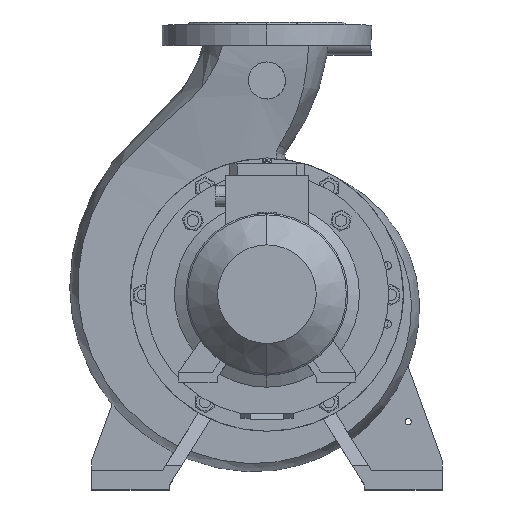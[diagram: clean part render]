
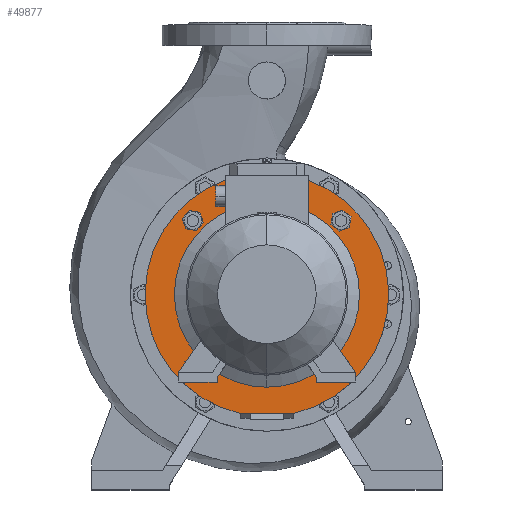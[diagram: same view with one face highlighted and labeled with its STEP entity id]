
A CAD part, top view. The second image highlights one B-rep face of the part: STEP entity #49877.
In plain terms, the highlighted planar face has unit normal (0, 0, 1).
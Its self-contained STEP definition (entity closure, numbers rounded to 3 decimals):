
#145 = DIRECTION ( 'NONE',  ( 0., -1., 0. ) ) ;
#374 = VERTEX_POINT ( 'NONE', #52057 ) ;
#377 = CARTESIAN_POINT ( 'NONE',  ( 76.014, 76.014, 183. ) ) ;
#1495 = EDGE_CURVE ( 'NONE', #44531, #9880, #10421, .T. ) ;
#1579 = DIRECTION ( 'NONE',  ( 0., -1., 0. ) ) ;
#2134 = CARTESIAN_POINT ( 'NONE',  ( -76.014, 76.014, 183. ) ) ;
#3305 = CARTESIAN_POINT ( 'NONE',  ( 0., 0., 183. ) ) ;
#3312 = EDGE_CURVE ( 'NONE', #36778, #50003, #38807, .T. ) ;
#3649 = CARTESIAN_POINT ( 'NONE',  ( 0., 0., 183. ) ) ;
#3743 = CARTESIAN_POINT ( 'NONE',  ( 0., 125., 183. ) ) ;
#4396 = EDGE_CURVE ( 'NONE', #41039, #27215, #33284, .T. ) ;
#4632 = EDGE_CURVE ( 'NONE', #47231, #25295, #8781, .T. ) ;
#5676 = CARTESIAN_POINT ( 'NONE',  ( 0., 125., 183. ) ) ;
#6499 = CARTESIAN_POINT ( 'NONE',  ( 0., 0., 183. ) ) ;
#6948 = DIRECTION ( 'NONE',  ( 0., -1., 0. ) ) ;
#7936 = AXIS2_PLACEMENT_3D ( 'NONE', #6499, #45057, #23974 ) ;
#8413 = EDGE_CURVE ( 'NONE', #27215, #41039, #17267, .T. ) ;
#8781 = CIRCLE ( 'NONE', #17307, 95. ) ;
#9335 = DIRECTION ( 'NONE',  ( 0., 1., 0. ) ) ;
#9880 = VERTEX_POINT ( 'NONE', #17484 ) ;
#10185 = CARTESIAN_POINT ( 'NONE',  ( -27.221, -122., 183. ) ) ;
#10421 = CIRCLE ( 'NONE', #55488, 9.025 ) ;
#10423 = EDGE_CURVE ( 'NONE', #9880, #44531, #51228, .T. ) ;
#10699 = AXIS2_PLACEMENT_3D ( 'NONE', #41405, #29023, #15187 ) ;
#10924 = DIRECTION ( 'NONE',  ( 0., 0., 1. ) ) ;
#12431 = DIRECTION ( 'NONE',  ( 0., 0., -1. ) ) ;
#13186 = EDGE_LOOP ( 'NONE', ( #45021, #33152 ) ) ;
#13250 = ORIENTED_EDGE ( 'NONE', *, *, #46357, .F. ) ;
#13320 = DIRECTION ( 'NONE',  ( 0., 0., 1. ) ) ;
#13800 = AXIS2_PLACEMENT_3D ( 'NONE', #3743, #34132, #38534 ) ;
#13845 = ORIENTED_EDGE ( 'NONE', *, *, #26125, .F. ) ;
#13966 = EDGE_CURVE ( 'NONE', #23110, #374, #27262, .T. ) ;
#15187 = DIRECTION ( 'NONE',  ( 0., -1., 0. ) ) ;
#15191 = CARTESIAN_POINT ( 'NONE',  ( -77.581, -84.902, 183. ) ) ;
#15636 = DIRECTION ( 'NONE',  ( 0., -1., 0. ) ) ;
#16095 = AXIS2_PLACEMENT_3D ( 'NONE', #27605, #35584, #1579 ) ;
#16233 = EDGE_LOOP ( 'NONE', ( #33341, #54663 ) ) ;
#16451 = EDGE_LOOP ( 'NONE', ( #48099, #16535 ) ) ;
#16535 = ORIENTED_EDGE ( 'NONE', *, *, #46828, .T. ) ;
#16975 = FACE_OUTER_BOUND ( 'NONE', #42322, .T. ) ;
#17267 = CIRCLE ( 'NONE', #20123, 9.025 ) ;
#17307 = AXIS2_PLACEMENT_3D ( 'NONE', #3305, #50984, #47177 ) ;
#17484 = CARTESIAN_POINT ( 'NONE',  ( 84.902, -77.581, 183. ) ) ;
#17823 = LINE ( 'NONE', #23260, #36220 ) ;
#18212 = ORIENTED_EDGE ( 'NONE', *, *, #32167, .T. ) ;
#18357 = CARTESIAN_POINT ( 'NONE',  ( 67.126, -74.447, 183. ) ) ;
#18476 = CIRCLE ( 'NONE', #53681, 95. ) ;
#19824 = VERTEX_POINT ( 'NONE', #40848 ) ;
#20123 = AXIS2_PLACEMENT_3D ( 'NONE', #32963, #40798, #6948 ) ;
#21592 = CARTESIAN_POINT ( 'NONE',  ( 0., 95., 183. ) ) ;
#22380 = ORIENTED_EDGE ( 'NONE', *, *, #3312, .F. ) ;
#23110 = VERTEX_POINT ( 'NONE', #15191 ) ;
#23260 = CARTESIAN_POINT ( 'NONE',  ( -125., -122., 183. ) ) ;
#23974 = DIRECTION ( 'NONE',  ( 0., 1., 0. ) ) ;
#25295 = VERTEX_POINT ( 'NONE', #37547 ) ;
#25413 = PLANE ( 'NONE',  #13800 ) ;
#25993 = AXIS2_PLACEMENT_3D ( 'NONE', #55182, #36647, #42554 ) ;
#26125 = EDGE_CURVE ( 'NONE', #19824, #35847, #43166, .T. ) ;
#26417 = CIRCLE ( 'NONE', #16095, 9.025 ) ;
#26811 = CARTESIAN_POINT ( 'NONE',  ( 0., 0., 183. ) ) ;
#26864 = VERTEX_POINT ( 'NONE', #10185 ) ;
#27215 = VERTEX_POINT ( 'NONE', #29684 ) ;
#27262 = CIRCLE ( 'NONE', #10699, 9.025 ) ;
#27605 = CARTESIAN_POINT ( 'NONE',  ( 76.014, 76.014, 183. ) ) ;
#28558 = CARTESIAN_POINT ( 'NONE',  ( 27.221, -122., 183. ) ) ;
#28908 = DIRECTION ( 'NONE',  ( 0., 1., 0. ) ) ;
#29023 = DIRECTION ( 'NONE',  ( 0., 0., 1. ) ) ;
#29684 = CARTESIAN_POINT ( 'NONE',  ( -84.902, 77.581, 183. ) ) ;
#32167 = EDGE_CURVE ( 'NONE', #26864, #50003, #17823, .T. ) ;
#32963 = CARTESIAN_POINT ( 'NONE',  ( -76.014, 76.014, 183. ) ) ;
#33152 = ORIENTED_EDGE ( 'NONE', *, *, #13966, .F. ) ;
#33284 = CIRCLE ( 'NONE', #35109, 9.025 ) ;
#33341 = ORIENTED_EDGE ( 'NONE', *, *, #1495, .F. ) ;
#34132 = DIRECTION ( 'NONE',  ( 0., 0., 1. ) ) ;
#34888 = CARTESIAN_POINT ( 'NONE',  ( 74.447, 67.126, 183. ) ) ;
#35109 = AXIS2_PLACEMENT_3D ( 'NONE', #2134, #10924, #15636 ) ;
#35584 = DIRECTION ( 'NONE',  ( 0., 0., 1. ) ) ;
#35847 = VERTEX_POINT ( 'NONE', #34888 ) ;
#36220 = VECTOR ( 'NONE', #54104, 1000. ) ;
#36230 = ORIENTED_EDGE ( 'NONE', *, *, #8413, .F. ) ;
#36647 = DIRECTION ( 'NONE',  ( 0., 0., 1. ) ) ;
#36684 = AXIS2_PLACEMENT_3D ( 'NONE', #377, #13320, #52468 ) ;
#36778 = VERTEX_POINT ( 'NONE', #5676 ) ;
#37386 = FACE_BOUND ( 'NONE', #13186, .T. ) ;
#37547 = CARTESIAN_POINT ( 'NONE',  ( 0., -95., 183. ) ) ;
#38403 = CIRCLE ( 'NONE', #25993, 9.025 ) ;
#38534 = DIRECTION ( 'NONE',  ( 0., -1., 0. ) ) ;
#38753 = FACE_BOUND ( 'NONE', #47721, .T. ) ;
#38807 = CIRCLE ( 'NONE', #55187, 125. ) ;
#39229 = EDGE_CURVE ( 'NONE', #26864, #36778, #44995, .T. ) ;
#39868 = DIRECTION ( 'NONE',  ( 0., -1., 0. ) ) ;
#40750 = FACE_BOUND ( 'NONE', #16233, .T. ) ;
#40798 = DIRECTION ( 'NONE',  ( 0., 0., 1. ) ) ;
#40799 = DIRECTION ( 'NONE',  ( 0., 0., 1. ) ) ;
#40848 = CARTESIAN_POINT ( 'NONE',  ( 77.581, 84.902, 183. ) ) ;
#41039 = VERTEX_POINT ( 'NONE', #46368 ) ;
#41115 = EDGE_LOOP ( 'NONE', ( #49172, #36230 ) ) ;
#41405 = CARTESIAN_POINT ( 'NONE',  ( -76.014, -76.014, 183. ) ) ;
#42322 = EDGE_LOOP ( 'NONE', ( #18212, #22380, #44248 ) ) ;
#42554 = DIRECTION ( 'NONE',  ( 0., -1., 0. ) ) ;
#43166 = CIRCLE ( 'NONE', #36684, 9.025 ) ;
#43644 = CARTESIAN_POINT ( 'NONE',  ( 76.014, -76.014, 183. ) ) ;
#43882 = DIRECTION ( 'NONE',  ( 0., 0., -1. ) ) ;
#43994 = CARTESIAN_POINT ( 'NONE',  ( 76.014, -76.014, 183. ) ) ;
#44248 = ORIENTED_EDGE ( 'NONE', *, *, #39229, .F. ) ;
#44531 = VERTEX_POINT ( 'NONE', #18357 ) ;
#44995 = CIRCLE ( 'NONE', #7936, 125. ) ;
#45021 = ORIENTED_EDGE ( 'NONE', *, *, #47064, .F. ) ;
#45057 = DIRECTION ( 'NONE',  ( 0., 0., -1. ) ) ;
#46357 = EDGE_CURVE ( 'NONE', #35847, #19824, #26417, .T. ) ;
#46368 = CARTESIAN_POINT ( 'NONE',  ( -67.126, 74.447, 183. ) ) ;
#46828 = EDGE_CURVE ( 'NONE', #25295, #47231, #18476, .T. ) ;
#47064 = EDGE_CURVE ( 'NONE', #374, #23110, #38403, .T. ) ;
#47175 = AXIS2_PLACEMENT_3D ( 'NONE', #43994, #40799, #145 ) ;
#47177 = DIRECTION ( 'NONE',  ( 0., 1., 0. ) ) ;
#47231 = VERTEX_POINT ( 'NONE', #21592 ) ;
#47721 = EDGE_LOOP ( 'NONE', ( #13250, #13845 ) ) ;
#48099 = ORIENTED_EDGE ( 'NONE', *, *, #4632, .T. ) ;
#49172 = ORIENTED_EDGE ( 'NONE', *, *, #4396, .F. ) ;
#49877 = ADVANCED_FACE ( 'NONE', ( #40750, #50928, #37386, #38753, #16975, #52327 ), #25413, .T. ) ;
#50003 = VERTEX_POINT ( 'NONE', #28558 ) ;
#50928 = FACE_BOUND ( 'NONE', #41115, .T. ) ;
#50984 = DIRECTION ( 'NONE',  ( 0., 0., -1. ) ) ;
#51228 = CIRCLE ( 'NONE', #47175, 9.025 ) ;
#52057 = CARTESIAN_POINT ( 'NONE',  ( -74.447, -67.126, 183. ) ) ;
#52327 = FACE_BOUND ( 'NONE', #16451, .T. ) ;
#52468 = DIRECTION ( 'NONE',  ( 0., -1., 0. ) ) ;
#53681 = AXIS2_PLACEMENT_3D ( 'NONE', #26811, #43882, #9335 ) ;
#54104 = DIRECTION ( 'NONE',  ( 1., 0., 0. ) ) ;
#54663 = ORIENTED_EDGE ( 'NONE', *, *, #10423, .F. ) ;
#55182 = CARTESIAN_POINT ( 'NONE',  ( -76.014, -76.014, 183. ) ) ;
#55187 = AXIS2_PLACEMENT_3D ( 'NONE', #3649, #12431, #28908 ) ;
#55488 = AXIS2_PLACEMENT_3D ( 'NONE', #43644, #56452, #39868 ) ;
#56452 = DIRECTION ( 'NONE',  ( 0., 0., 1. ) ) ;
